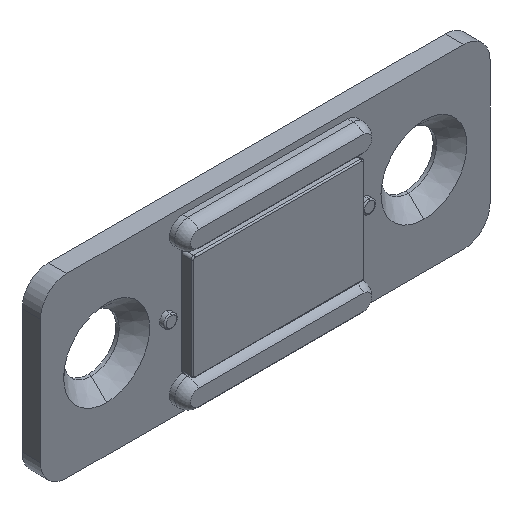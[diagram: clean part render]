
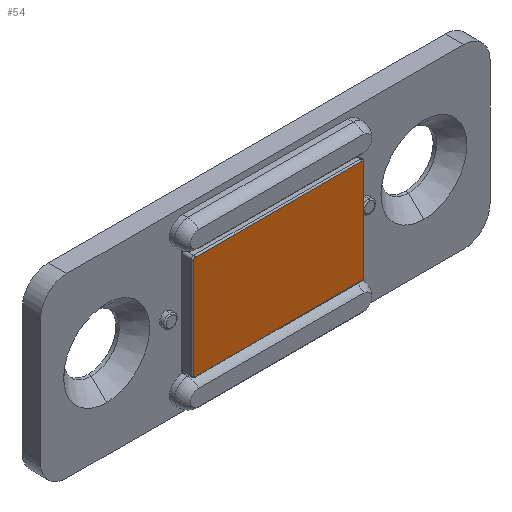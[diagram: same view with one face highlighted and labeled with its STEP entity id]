
A CAD part, isometric view. The second image highlights one B-rep face of the part: STEP entity #54.
In plain terms, the highlighted planar face has unit normal (0, -1, 0).
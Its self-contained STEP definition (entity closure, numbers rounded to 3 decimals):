
#34 = VECTOR ( 'NONE', #1972, 1000. ) ;
#53 = EDGE_CURVE ( 'NONE', #93, #363, #1903, .T. ) ;
#54 = ADVANCED_FACE ( 'NONE', ( #1483 ), #154, .T. ) ;
#82 = VECTOR ( 'NONE', #581, 1000. ) ;
#93 = VERTEX_POINT ( 'NONE', #1845 ) ;
#146 = ORIENTED_EDGE ( 'NONE', *, *, #1040, .T. ) ;
#154 = PLANE ( 'NONE',  #1085 ) ;
#186 = DIRECTION ( 'NONE',  ( 0., 0., -1. ) ) ;
#187 = ORIENTED_EDGE ( 'NONE', *, *, #1308, .T. ) ;
#190 = ORIENTED_EDGE ( 'NONE', *, *, #517, .T. ) ;
#193 = ORIENTED_EDGE ( 'NONE', *, *, #754, .T. ) ;
#218 = VECTOR ( 'NONE', #1127, 1000. ) ;
#261 = CARTESIAN_POINT ( 'NONE',  ( 6.3, -1., 3.9 ) ) ;
#285 = DIRECTION ( 'NONE',  ( 0., -1., 0. ) ) ;
#321 = DIRECTION ( 'NONE',  ( 0., -1., 0. ) ) ;
#357 = DIRECTION ( 'NONE',  ( 0., -1., 0. ) ) ;
#363 = VERTEX_POINT ( 'NONE', #1554 ) ;
#396 = VERTEX_POINT ( 'NONE', #261 ) ;
#437 = CARTESIAN_POINT ( 'NONE',  ( -6.3, -1., 3.8 ) ) ;
#505 = CARTESIAN_POINT ( 'NONE',  ( 6.3, -1., -3.9 ) ) ;
#517 = EDGE_CURVE ( 'NONE', #586, #1963, #547, .T. ) ;
#547 = CIRCLE ( 'NONE', #569, 0.1 ) ;
#569 = AXIS2_PLACEMENT_3D ( 'NONE', #2044, #1169, #186 ) ;
#581 = DIRECTION ( 'NONE',  ( 0., 0., -1. ) ) ;
#586 = VERTEX_POINT ( 'NONE', #1363 ) ;
#602 = AXIS2_PLACEMENT_3D ( 'NONE', #1080, #2124, #929 ) ;
#643 = CARTESIAN_POINT ( 'NONE',  ( -6.3, -1., -3.9 ) ) ;
#716 = CARTESIAN_POINT ( 'NONE',  ( -6.4, -1., -3.8 ) ) ;
#754 = EDGE_CURVE ( 'NONE', #1963, #1919, #1350, .T. ) ;
#783 = EDGE_CURVE ( 'NONE', #1573, #1566, #1816, .T. ) ;
#802 = CARTESIAN_POINT ( 'NONE',  ( 0., -1., 0. ) ) ;
#929 = DIRECTION ( 'NONE',  ( 0., 0., -1. ) ) ;
#961 = ORIENTED_EDGE ( 'NONE', *, *, #783, .T. ) ;
#1040 = EDGE_CURVE ( 'NONE', #363, #396, #2084, .T. ) ;
#1072 = AXIS2_PLACEMENT_3D ( 'NONE', #437, #285, #2132 ) ;
#1080 = CARTESIAN_POINT ( 'NONE',  ( 6.3, -1., 3.8 ) ) ;
#1085 = AXIS2_PLACEMENT_3D ( 'NONE', #802, #321, #1473 ) ;
#1127 = DIRECTION ( 'NONE',  ( 0., 0., 1. ) ) ;
#1169 = DIRECTION ( 'NONE',  ( 0., -1., 0. ) ) ;
#1260 = VECTOR ( 'NONE', #1514, 1000. ) ;
#1307 = LINE ( 'NONE', #1784, #1260 ) ;
#1308 = EDGE_CURVE ( 'NONE', #1919, #93, #1585, .T. ) ;
#1321 = CARTESIAN_POINT ( 'NONE',  ( 6.3, -1., -3.9 ) ) ;
#1340 = CARTESIAN_POINT ( 'NONE',  ( 6.3, -1., -3.8 ) ) ;
#1350 = LINE ( 'NONE', #505, #34 ) ;
#1363 = CARTESIAN_POINT ( 'NONE',  ( -6.4, -1., -3.8 ) ) ;
#1402 = LINE ( 'NONE', #716, #82 ) ;
#1452 = ORIENTED_EDGE ( 'NONE', *, *, #1684, .T. ) ;
#1473 = DIRECTION ( 'NONE',  ( 0., 0., -1. ) ) ;
#1483 = FACE_OUTER_BOUND ( 'NONE', #1596, .T. ) ;
#1508 = ORIENTED_EDGE ( 'NONE', *, *, #53, .T. ) ;
#1514 = DIRECTION ( 'NONE',  ( -1., 0., 0. ) ) ;
#1554 = CARTESIAN_POINT ( 'NONE',  ( 6.4, -1., 3.8 ) ) ;
#1560 = AXIS2_PLACEMENT_3D ( 'NONE', #1340, #357, #1857 ) ;
#1566 = VERTEX_POINT ( 'NONE', #1661 ) ;
#1573 = VERTEX_POINT ( 'NONE', #1993 ) ;
#1585 = CIRCLE ( 'NONE', #1560, 0.1 ) ;
#1596 = EDGE_LOOP ( 'NONE', ( #193, #187, #1508, #146, #1966, #961, #1452, #190 ) ) ;
#1661 = CARTESIAN_POINT ( 'NONE',  ( -6.4, -1., 3.8 ) ) ;
#1684 = EDGE_CURVE ( 'NONE', #1566, #586, #1402, .T. ) ;
#1784 = CARTESIAN_POINT ( 'NONE',  ( -6.3, -1., 3.9 ) ) ;
#1816 = CIRCLE ( 'NONE', #1072, 0.1 ) ;
#1845 = CARTESIAN_POINT ( 'NONE',  ( 6.4, -1., -3.8 ) ) ;
#1851 = EDGE_CURVE ( 'NONE', #396, #1573, #1307, .T. ) ;
#1857 = DIRECTION ( 'NONE',  ( 0., 0., -1. ) ) ;
#1903 = LINE ( 'NONE', #2179, #218 ) ;
#1919 = VERTEX_POINT ( 'NONE', #1321 ) ;
#1963 = VERTEX_POINT ( 'NONE', #643 ) ;
#1966 = ORIENTED_EDGE ( 'NONE', *, *, #1851, .T. ) ;
#1972 = DIRECTION ( 'NONE',  ( 1., 0., 0. ) ) ;
#1993 = CARTESIAN_POINT ( 'NONE',  ( -6.3, -1., 3.9 ) ) ;
#2044 = CARTESIAN_POINT ( 'NONE',  ( -6.3, -1., -3.8 ) ) ;
#2084 = CIRCLE ( 'NONE', #602, 0.1 ) ;
#2124 = DIRECTION ( 'NONE',  ( 0., -1., 0. ) ) ;
#2132 = DIRECTION ( 'NONE',  ( 0., 0., -1. ) ) ;
#2179 = CARTESIAN_POINT ( 'NONE',  ( 6.4, -1., 3.8 ) ) ;
